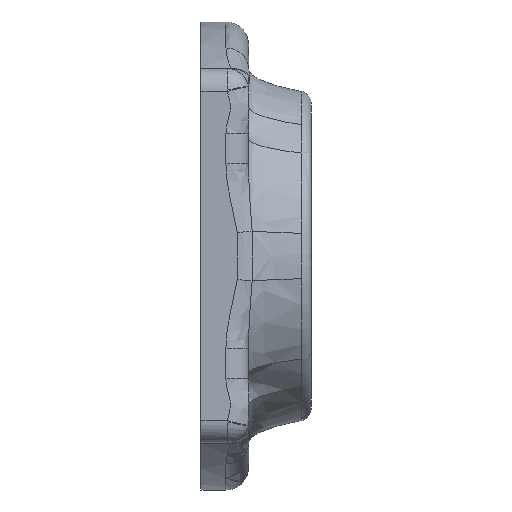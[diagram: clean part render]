
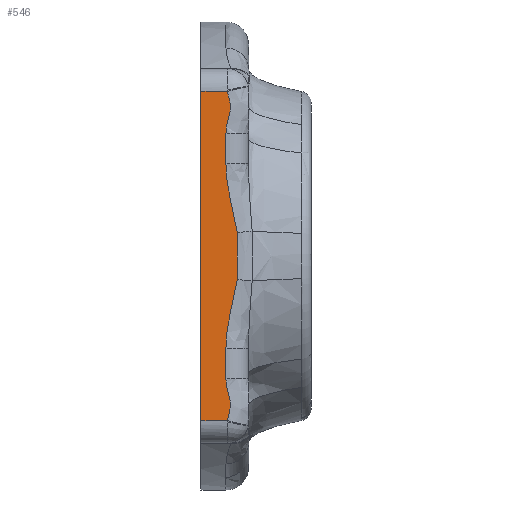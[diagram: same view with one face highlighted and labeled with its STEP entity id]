
A CAD part, front view. The second image highlights one B-rep face of the part: STEP entity #546.
In plain terms, the highlighted planar face has unit normal (0, -1, 0).
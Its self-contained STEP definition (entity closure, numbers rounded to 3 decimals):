
#106 = CARTESIAN_POINT ( 'NONE',  ( 64.089, -43.2, -14.195 ) ) ;
#248 = DIRECTION ( 'NONE',  ( 0., 0., 1. ) ) ;
#258 = CARTESIAN_POINT ( 'NONE',  ( 64.017, -43.2, -14.5 ) ) ;
#346 = EDGE_CURVE ( 'NONE', #6038, #1831, #869, .T. ) ;
#418 = CARTESIAN_POINT ( 'NONE',  ( 64.475, -43.2, -4.075 ) ) ;
#470 = VECTOR ( 'NONE', #1692, 1000. ) ;
#546 = ADVANCED_FACE ( 'NONE', ( #7436 ), #7336, .F. ) ;
#749 = LINE ( 'NONE', #2359, #7809 ) ;
#761 = CARTESIAN_POINT ( 'NONE',  ( 63.9, -43.2, -8.148 ) ) ;
#869 = LINE ( 'NONE', #4027, #3959 ) ;
#892 = CARTESIAN_POINT ( 'NONE',  ( 64.732, -43.2, 3.075 ) ) ;
#927 = CARTESIAN_POINT ( 'NONE',  ( 64.186, -43.2, -13.896 ) ) ;
#1004 = CARTESIAN_POINT ( 'NONE',  ( 61.7, -43.2, 14.5 ) ) ;
#1031 = CARTESIAN_POINT ( 'NONE',  ( 64.302, -43.2, -12.97 ) ) ;
#1178 = VERTEX_POINT ( 'NONE', #5626 ) ;
#1264 = EDGE_CURVE ( 'NONE', #1178, #5811, #8734, .T. ) ;
#1505 = CARTESIAN_POINT ( 'NONE',  ( 63.9, -43.2, 11.119 ) ) ;
#1523 = VERTEX_POINT ( 'NONE', #4731 ) ;
#1692 = DIRECTION ( 'NONE',  ( 1., 0., 0. ) ) ;
#1766 = CARTESIAN_POINT ( 'NONE',  ( 63.952, -43.2, 11.429 ) ) ;
#1831 = VERTEX_POINT ( 'NONE', #761 ) ;
#1876 = CARTESIAN_POINT ( 'NONE',  ( 64.981, -43.2, -0.689 ) ) ;
#1946 = DIRECTION ( 'NONE',  ( 0., 1., 0. ) ) ;
#2020 = CARTESIAN_POINT ( 'NONE',  ( 64.062, -43.2, -6.091 ) ) ;
#2109 = DIRECTION ( 'NONE',  ( -1., 0., 0. ) ) ;
#2160 = LINE ( 'NONE', #10136, #7683 ) ;
#2336 = ORIENTED_EDGE ( 'NONE', *, *, #4229, .T. ) ;
#2359 = CARTESIAN_POINT ( 'NONE',  ( 61.7, -43.2, 16.5 ) ) ;
#2364 = CARTESIAN_POINT ( 'NONE',  ( 63.9, -43.2, -7.106 ) ) ;
#2496 = CARTESIAN_POINT ( 'NONE',  ( 64.278, -43.2, 13.438 ) ) ;
#2556 = B_SPLINE_CURVE_WITH_KNOTS ( 'NONE', 3,
 ( #4824, #892, #5602, #4715, #6264, #4049 ),
 .UNSPECIFIED., .F., .F.,
 ( 4, 2, 4 ),
 ( 0.017, 0.02, 0.023 ),
 .UNSPECIFIED. ) ;
#2659 = CARTESIAN_POINT ( 'NONE',  ( 64.9, -43.2, -2.061 ) ) ;
#2857 = CARTESIAN_POINT ( 'NONE',  ( 64.9, -43.2, -2.061 ) ) ;
#2973 = ORIENTED_EDGE ( 'NONE', *, *, #8154, .T. ) ;
#3323 = CARTESIAN_POINT ( 'NONE',  ( 64.017, -43.2, 14.5 ) ) ;
#3434 = CARTESIAN_POINT ( 'NONE',  ( 63.9, -43.2, -10.802 ) ) ;
#3436 = ORIENTED_EDGE ( 'NONE', *, *, #3501, .T. ) ;
#3494 = ORIENTED_EDGE ( 'NONE', *, *, #10239, .T. ) ;
#3501 = EDGE_CURVE ( 'NONE', #5811, #6038, #6873, .T. ) ;
#3503 = CARTESIAN_POINT ( 'NONE',  ( 60.6, -43.2, 16.5 ) ) ;
#3732 = ORIENTED_EDGE ( 'NONE', *, *, #7205, .T. ) ;
#3959 = VECTOR ( 'NONE', #9574, 1000. ) ;
#4027 = CARTESIAN_POINT ( 'NONE',  ( 63.9, -43.2, -2.275 ) ) ;
#4049 = CARTESIAN_POINT ( 'NONE',  ( 63.9, -43.2, 8.148 ) ) ;
#4087 = CARTESIAN_POINT ( 'NONE',  ( 64.285, -43.2, -12.81 ) ) ;
#4162 = CARTESIAN_POINT ( 'NONE',  ( 64.9, -43.2, 2.061 ) ) ;
#4229 = EDGE_CURVE ( 'NONE', #9629, #4630, #5156, .T. ) ;
#4411 = EDGE_CURVE ( 'NONE', #8913, #9589, #6791, .T. ) ;
#4416 = VERTEX_POINT ( 'NONE', #1004 ) ;
#4630 = VERTEX_POINT ( 'NONE', #5288 ) ;
#4715 = CARTESIAN_POINT ( 'NONE',  ( 64.062, -43.2, 6.091 ) ) ;
#4731 = CARTESIAN_POINT ( 'NONE',  ( 63.9, -43.2, 8.148 ) ) ;
#4796 = CARTESIAN_POINT ( 'NONE',  ( 60.6, -43.2, -14.5 ) ) ;
#4824 = CARTESIAN_POINT ( 'NONE',  ( 64.9, -43.2, 2.061 ) ) ;
#4913 = CARTESIAN_POINT ( 'NONE',  ( 64.198, -43.2, 12.344 ) ) ;
#4965 = CARTESIAN_POINT ( 'NONE',  ( 64.285, -43.2, 12.81 ) ) ;
#5156 = B_SPLINE_CURVE_WITH_KNOTS ( 'NONE', 3,
 ( #6071, #1505, #1766, #6467, #4913, #4965, #7196, #9586, #2496, #5644, #9636, #3323 ),
 .UNSPECIFIED., .F., .F.,
 ( 4, 2, 2, 2, 2, 4 ),
 ( 0., 0.001, 0.002, 0.002, 0.003, 0.004 ),
 .UNSPECIFIED. ) ;
#5169 = DIRECTION ( 'NONE',  ( 0., 0., -1. ) ) ;
#5228 = ORIENTED_EDGE ( 'NONE', *, *, #4411, .T. ) ;
#5288 = CARTESIAN_POINT ( 'NONE',  ( 64.017, -43.2, 14.5 ) ) ;
#5602 = CARTESIAN_POINT ( 'NONE',  ( 64.475, -43.2, 4.075 ) ) ;
#5626 = CARTESIAN_POINT ( 'NONE',  ( 61.7, -43.2, -14.5 ) ) ;
#5644 = CARTESIAN_POINT ( 'NONE',  ( 64.186, -43.2, 13.896 ) ) ;
#5667 = VECTOR ( 'NONE', #7608, 1000. ) ;
#5811 = VERTEX_POINT ( 'NONE', #9622 ) ;
#6038 = VERTEX_POINT ( 'NONE', #3434 ) ;
#6071 = CARTESIAN_POINT ( 'NONE',  ( 63.9, -43.2, 10.802 ) ) ;
#6231 = CARTESIAN_POINT ( 'NONE',  ( 63.9, -43.2, 14.5 ) ) ;
#6264 = CARTESIAN_POINT ( 'NONE',  ( 63.9, -43.2, 7.107 ) ) ;
#6289 = ORIENTED_EDGE ( 'NONE', *, *, #7778, .T. ) ;
#6291 = CARTESIAN_POINT ( 'NONE',  ( 63.9, -43.2, -8.148 ) ) ;
#6357 = CARTESIAN_POINT ( 'NONE',  ( 64.1, -43.2, -12.042 ) ) ;
#6463 = CARTESIAN_POINT ( 'NONE',  ( 63.9, -43.2, -10.802 ) ) ;
#6467 = CARTESIAN_POINT ( 'NONE',  ( 64.1, -43.2, 12.042 ) ) ;
#6510 = CARTESIAN_POINT ( 'NONE',  ( 64.298, -43.2, -13.284 ) ) ;
#6513 = ORIENTED_EDGE ( 'NONE', *, *, #1264, .T. ) ;
#6595 = AXIS2_PLACEMENT_3D ( 'NONE', #3503, #1946, #248 ) ;
#6791 = B_SPLINE_CURVE_WITH_KNOTS ( 'NONE', 3,
 ( #2659, #1876, #8194, #4162 ),
 .UNSPECIFIED., .F., .F.,
 ( 4, 4 ),
 ( 0.012, 0.017 ),
 .UNSPECIFIED. ) ;
#6873 = B_SPLINE_CURVE_WITH_KNOTS ( 'NONE', 3,
 ( #258, #106, #927, #8129, #6510, #1031, #4087, #8076, #6357, #7192, #9681, #6463 ),
 .UNSPECIFIED., .F., .F.,
 ( 4, 2, 2, 2, 2, 4 ),
 ( 0., 0.001, 0.001, 0.002, 0.003, 0.004 ),
 .UNSPECIFIED. ) ;
#7061 = LINE ( 'NONE', #6231, #5667 ) ;
#7192 = CARTESIAN_POINT ( 'NONE',  ( 63.952, -43.2, -11.429 ) ) ;
#7196 = CARTESIAN_POINT ( 'NONE',  ( 64.302, -43.2, 12.97 ) ) ;
#7205 = EDGE_CURVE ( 'NONE', #9589, #1523, #2556, .T. ) ;
#7336 = PLANE ( 'NONE',  #6595 ) ;
#7436 = FACE_OUTER_BOUND ( 'NONE', #7824, .T. ) ;
#7608 = DIRECTION ( 'NONE',  ( 0., 0., 1. ) ) ;
#7683 = VECTOR ( 'NONE', #2109, 1000. ) ;
#7778 = EDGE_CURVE ( 'NONE', #1831, #8913, #7857, .T. ) ;
#7809 = VECTOR ( 'NONE', #5169, 1000. ) ;
#7824 = EDGE_LOOP ( 'NONE', ( #6513, #3436, #8656, #6289, #5228, #3732, #3494, #2336, #2973, #10233 ) ) ;
#7857 = B_SPLINE_CURVE_WITH_KNOTS ( 'NONE', 3,
 ( #6291, #2364, #2020, #418, #8399, #2857 ),
 .UNSPECIFIED., .F., .F.,
 ( 4, 2, 4 ),
 ( 0., 0.003, 0.006 ),
 .UNSPECIFIED. ) ;
#8076 = CARTESIAN_POINT ( 'NONE',  ( 64.198, -43.2, -12.344 ) ) ;
#8129 = CARTESIAN_POINT ( 'NONE',  ( 64.278, -43.2, -13.438 ) ) ;
#8154 = EDGE_CURVE ( 'NONE', #4630, #4416, #2160, .T. ) ;
#8194 = CARTESIAN_POINT ( 'NONE',  ( 64.981, -43.2, 0.689 ) ) ;
#8206 = CARTESIAN_POINT ( 'NONE',  ( 64.9, -43.2, 2.061 ) ) ;
#8399 = CARTESIAN_POINT ( 'NONE',  ( 64.732, -43.2, -3.075 ) ) ;
#8656 = ORIENTED_EDGE ( 'NONE', *, *, #346, .T. ) ;
#8734 = LINE ( 'NONE', #4796, #470 ) ;
#8784 = CARTESIAN_POINT ( 'NONE',  ( 64.9, -43.2, -2.061 ) ) ;
#8791 = CARTESIAN_POINT ( 'NONE',  ( 63.9, -43.2, 10.802 ) ) ;
#8913 = VERTEX_POINT ( 'NONE', #8784 ) ;
#9574 = DIRECTION ( 'NONE',  ( 0., 0., 1. ) ) ;
#9586 = CARTESIAN_POINT ( 'NONE',  ( 64.298, -43.2, 13.284 ) ) ;
#9589 = VERTEX_POINT ( 'NONE', #8206 ) ;
#9622 = CARTESIAN_POINT ( 'NONE',  ( 64.017, -43.2, -14.5 ) ) ;
#9629 = VERTEX_POINT ( 'NONE', #8791 ) ;
#9636 = CARTESIAN_POINT ( 'NONE',  ( 64.089, -43.2, 14.195 ) ) ;
#9681 = CARTESIAN_POINT ( 'NONE',  ( 63.9, -43.2, -11.119 ) ) ;
#10136 = CARTESIAN_POINT ( 'NONE',  ( 60.6, -43.2, 14.5 ) ) ;
#10181 = EDGE_CURVE ( 'NONE', #4416, #1178, #749, .T. ) ;
#10233 = ORIENTED_EDGE ( 'NONE', *, *, #10181, .T. ) ;
#10239 = EDGE_CURVE ( 'NONE', #1523, #9629, #7061, .T. ) ;
